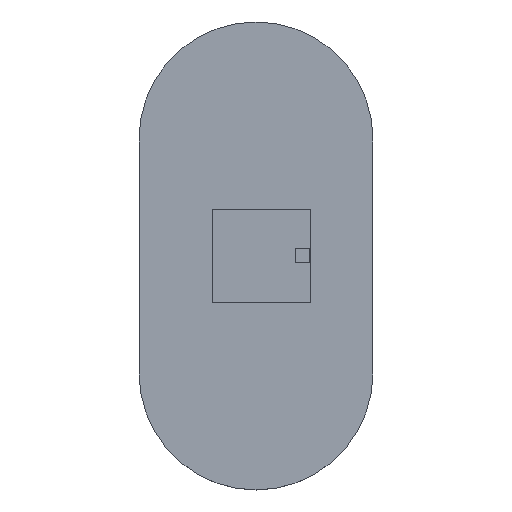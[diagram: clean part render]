
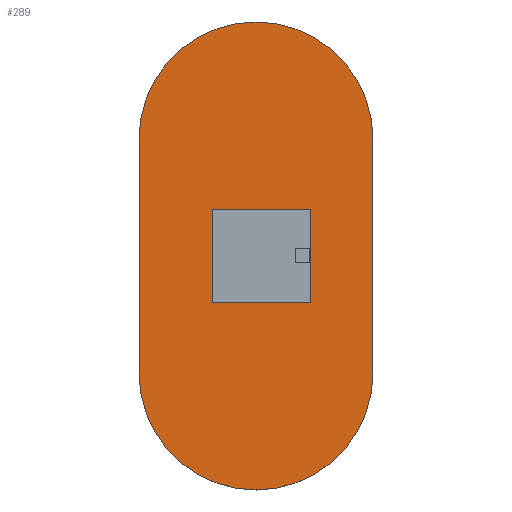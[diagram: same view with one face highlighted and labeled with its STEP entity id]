
A CAD part, top view. The second image highlights one B-rep face of the part: STEP entity #289.
In plain terms, the highlighted planar face has unit normal (0, 0, 1).
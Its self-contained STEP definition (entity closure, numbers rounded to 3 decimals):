
#16=CIRCLE('',#320,5.);
#17=CIRCLE('',#321,5.);
#21=FACE_BOUND('',#50,.T.);
#32=FACE_OUTER_BOUND('',#49,.T.);
#49=EDGE_LOOP('',(#224,#225,#226,#227));
#50=EDGE_LOOP('',(#228,#229,#230,#231));
#68=LINE('',#432,#100);
#72=LINE('',#440,#104);
#75=LINE('',#446,#107);
#78=LINE('',#451,#110);
#80=LINE('',#459,#112);
#81=LINE('',#462,#113);
#100=VECTOR('',#355,10.);
#104=VECTOR('',#361,10.);
#107=VECTOR('',#366,10.);
#110=VECTOR('',#371,10.);
#112=VECTOR('',#379,10.);
#113=VECTOR('',#382,10.);
#128=VERTEX_POINT('',#430);
#129=VERTEX_POINT('',#431);
#132=VERTEX_POINT('',#439);
#134=VERTEX_POINT('',#445);
#136=VERTEX_POINT('',#455);
#137=VERTEX_POINT('',#456);
#138=VERTEX_POINT('',#458);
#139=VERTEX_POINT('',#460);
#156=EDGE_CURVE('',#128,#129,#68,.T.);
#160=EDGE_CURVE('',#129,#132,#72,.T.);
#163=EDGE_CURVE('',#132,#134,#75,.T.);
#166=EDGE_CURVE('',#134,#128,#78,.T.);
#168=EDGE_CURVE('',#136,#137,#16,.T.);
#169=EDGE_CURVE('',#137,#138,#80,.T.);
#170=EDGE_CURVE('',#138,#139,#17,.T.);
#171=EDGE_CURVE('',#139,#136,#81,.T.);
#224=ORIENTED_EDGE('',*,*,#168,.T.);
#225=ORIENTED_EDGE('',*,*,#169,.T.);
#226=ORIENTED_EDGE('',*,*,#170,.T.);
#227=ORIENTED_EDGE('',*,*,#171,.T.);
#228=ORIENTED_EDGE('',*,*,#156,.T.);
#229=ORIENTED_EDGE('',*,*,#160,.T.);
#230=ORIENTED_EDGE('',*,*,#163,.T.);
#231=ORIENTED_EDGE('',*,*,#166,.T.);
#262=PLANE('',#319);
#289=ADVANCED_FACE('',(#32,#21),#262,.T.);
#319=AXIS2_PLACEMENT_3D('',#454,#375,#376);
#320=AXIS2_PLACEMENT_3D('',#457,#377,#378);
#321=AXIS2_PLACEMENT_3D('',#461,#380,#381);
#355=DIRECTION('',(0.,-1.,0.));
#361=DIRECTION('',(-1.,0.,0.));
#366=DIRECTION('',(0.,1.,0.));
#371=DIRECTION('',(1.,0.,0.));
#375=DIRECTION('center_axis',(0.,0.,1.));
#376=DIRECTION('ref_axis',(1.,0.,0.));
#377=DIRECTION('center_axis',(0.,0.,1.));
#378=DIRECTION('ref_axis',(-1.,0.,0.));
#379=DIRECTION('',(0.,1.,0.));
#380=DIRECTION('center_axis',(0.,0.,1.));
#381=DIRECTION('ref_axis',(1.,0.,0.));
#382=DIRECTION('',(0.,-1.,0.));
#430=CARTESIAN_POINT('',(2.32,2.,0.));
#431=CARTESIAN_POINT('',(2.32,-2.,0.));
#432=CARTESIAN_POINT('',(2.32,-1.,0.));
#439=CARTESIAN_POINT('',(-1.88,-2.,0.));
#440=CARTESIAN_POINT('',(-0.94,-2.,0.));
#445=CARTESIAN_POINT('',(-1.88,2.,0.));
#446=CARTESIAN_POINT('',(-1.88,1.,0.));
#451=CARTESIAN_POINT('',(1.16,2.,0.));
#454=CARTESIAN_POINT('Origin',(0.,0.,0.));
#455=CARTESIAN_POINT('',(-5.,-5.,0.));
#456=CARTESIAN_POINT('',(5.,-5.,0.));
#457=CARTESIAN_POINT('Origin',(0.,-5.,0.));
#458=CARTESIAN_POINT('',(5.,5.,0.));
#459=CARTESIAN_POINT('',(5.,-5.,0.));
#460=CARTESIAN_POINT('',(-5.,5.,0.));
#461=CARTESIAN_POINT('Origin',(0.,5.,0.));
#462=CARTESIAN_POINT('',(-5.,5.,0.));
